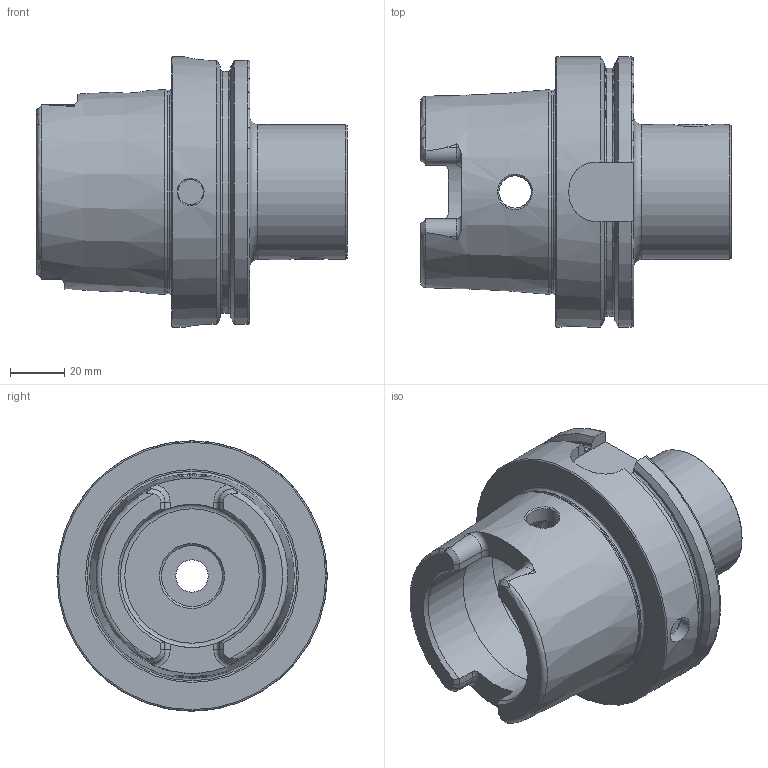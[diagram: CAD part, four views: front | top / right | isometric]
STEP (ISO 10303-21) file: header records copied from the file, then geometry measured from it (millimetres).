
FILE_DESCRIPTION (( 'STEP AP214' ), '1' );
FILE_NAME ('HA0.WH5.K01.065.STEP', '2022-01-17T09:23:50', ( '' ), ( '' ), 'SwSTEP 2.0', 'SolidWorks 2017', '' );
FILE_SCHEMA (( 'AUTOMOTIVE_DESIGN' ));
Length unit declared in the file: millimetre
Products named in the file (3): WH5-ER1.001.017; HA0.WH5.K01.065; HA0-WH5.K01.065_B_Fertigbearbeitung
Assembly tree (3 placements, depth 2):
  HA0.WH5.K01.065
    HA0-WH5.K01.065_B_Fertigbearbeitung
    WH5-ER1.001.017  x2
Bounding box: 114.9 x 100 x 100 mm (x, y, z)
Volume: 306140.9 mm3; surface area: 59683.6 mm2
Topology: 3 solids, 3 shells, 168 faces, 423 edges, 263 vertices
Faces by surface type: plane 69, cylinder 40, cone 29, torus 28, bspline 2
Full cylindrical faces by diameter (mm): 6 x2, 10 x1, 11 x2, 12 x5, 22.5 x1, 26 x1, 28 x1, 29 x1, 50 x1, 53 x2, 63 x1, 75.265 x1, 100 x1
Entity records: 7014 total; most frequent: CARTESIAN_POINT 2728, DIRECTION 647, ORIENTED_EDGE 628, EDGE_CURVE 314, AXIS2_PLACEMENT_3D 271, VERTEX_POINT 220, EDGE_LOOP 206, FACE_OUTER_BOUND 179
